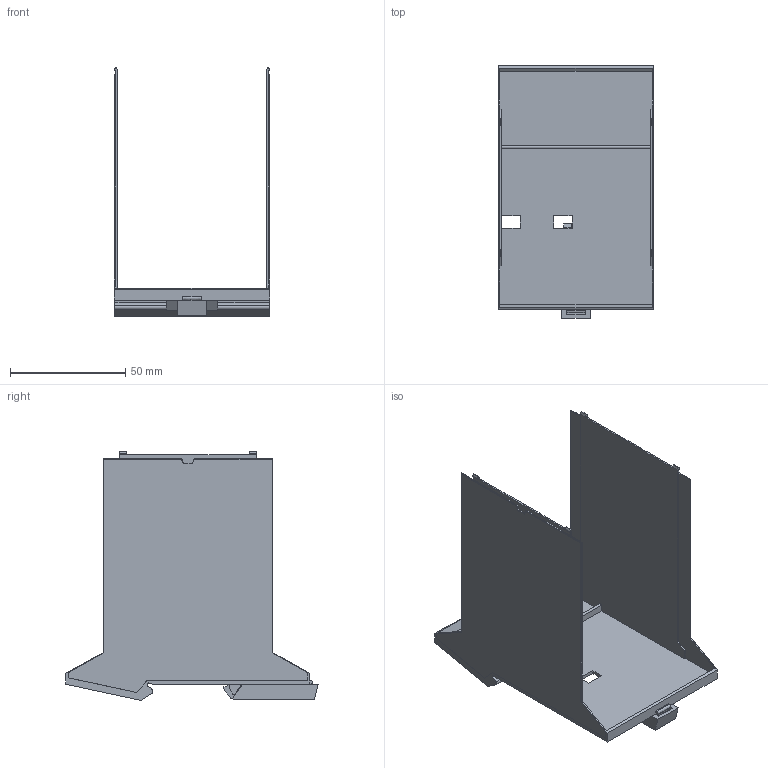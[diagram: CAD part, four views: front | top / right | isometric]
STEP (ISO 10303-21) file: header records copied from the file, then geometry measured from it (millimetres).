
FILE_DESCRIPTION(('CATIA V5 STEP Exchange','CAx-IF Rec.Pracs.--- Model Styling and Organization---1.4--- 2014-01-23'),'2;1');
FILE_NAME ('D1513721_0_2745200000_S3D_CH20M67_B_2FE_BK_OR.stp','2021-12-14T13:56:01+00:00',('none'),('Weidmueller'),'CATIA Version 5-6 Release 2016 SP3 HF44','CATIA V5 STEP AP214','none');
FILE_SCHEMA(('AUTOMOTIVE_DESIGN { 1 0 10303 214 1 1 1 1 }'));
Length unit declared in the file: millimetre
Products named in the file (1): S3D_CH20M67_B_2FE_BK_OR
Bounding box: 67.5 x 109.3 x 107.82 mm (x, y, z)
Volume: 40386.5 mm3; surface area: 49092.8 mm2
Topology: 2 solids, 2 shells, 174 faces, 589 edges, 424 vertices
Faces by surface type: plane 151, extrusion 13, cylinder 10
Entity records: 6602 total; most frequent: CARTESIAN_POINT 1434, ORIENTED_EDGE 1178, DIRECTION 801, EDGE_CURVE 589, VECTOR 503, LINE 490, VERTEX_POINT 424, EDGE_LOOP 183
